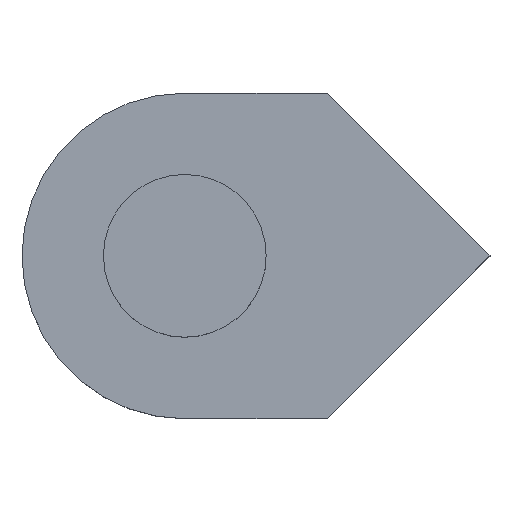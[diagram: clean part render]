
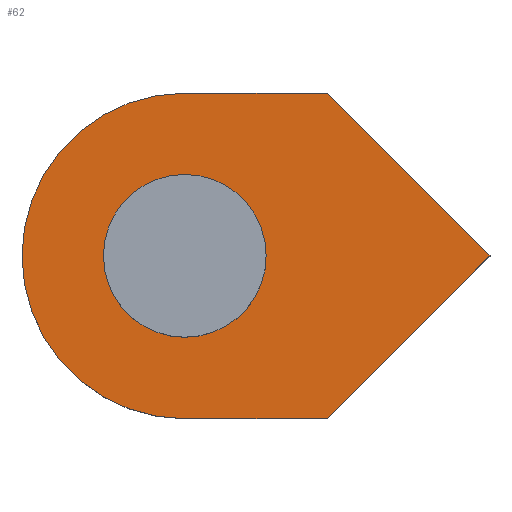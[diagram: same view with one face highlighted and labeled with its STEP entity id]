
A CAD part, top view. The second image highlights one B-rep face of the part: STEP entity #62.
In plain terms, the highlighted planar face has unit normal (0, 0, 1).
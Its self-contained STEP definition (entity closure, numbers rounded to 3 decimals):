
#10 = VERTEX_POINT ( 'NONE', #223 ) ;
#16 = EDGE_LOOP ( 'NONE', ( #129, #151 ) ) ;
#19 = CARTESIAN_POINT ( 'NONE',  ( 35., 40., 20. ) ) ;
#25 = EDGE_CURVE ( 'NONE', #256, #154, #136, .T. ) ;
#35 = CARTESIAN_POINT ( 'NONE',  ( -40., 0., 20. ) ) ;
#39 = ORIENTED_EDGE ( 'NONE', *, *, #345, .T. ) ;
#44 = DIRECTION ( 'NONE',  ( 1., 0., 0. ) ) ;
#45 = LINE ( 'NONE', #150, #86 ) ;
#49 = DIRECTION ( 'NONE',  ( -0.707, 0.707, 0. ) ) ;
#50 = VECTOR ( 'NONE', #49, 1000. ) ;
#52 = AXIS2_PLACEMENT_3D ( 'NONE', #337, #108, #287 ) ;
#59 = ORIENTED_EDGE ( 'NONE', *, *, #162, .T. ) ;
#62 = ADVANCED_FACE ( 'NONE', ( #215, #228 ), #229, .T. ) ;
#69 = ORIENTED_EDGE ( 'NONE', *, *, #259, .T. ) ;
#71 = EDGE_CURVE ( 'NONE', #230, #369, #348, .T. ) ;
#78 = DIRECTION ( 'NONE',  ( 0., 0., 1. ) ) ;
#79 = DIRECTION ( 'NONE',  ( 1., 0., 0. ) ) ;
#83 = EDGE_CURVE ( 'NONE', #369, #230, #343, .T. ) ;
#86 = VECTOR ( 'NONE', #320, 1000. ) ;
#91 = VERTEX_POINT ( 'NONE', #340 ) ;
#100 = VECTOR ( 'NONE', #133, 1000. ) ;
#103 = CARTESIAN_POINT ( 'NONE',  ( 0., 40., 20. ) ) ;
#108 = DIRECTION ( 'NONE',  ( 0., 0., 1. ) ) ;
#113 = AXIS2_PLACEMENT_3D ( 'NONE', #262, #373, #79 ) ;
#120 = CARTESIAN_POINT ( 'NONE',  ( 35., 40., 20. ) ) ;
#129 = ORIENTED_EDGE ( 'NONE', *, *, #71, .F. ) ;
#130 = CARTESIAN_POINT ( 'NONE',  ( 0., 40., 20. ) ) ;
#133 = DIRECTION ( 'NONE',  ( -1., 0., 0. ) ) ;
#136 = CIRCLE ( 'NONE', #113, 40. ) ;
#138 = DIRECTION ( 'NONE',  ( 1., 0., 0. ) ) ;
#150 = CARTESIAN_POINT ( 'NONE',  ( 75., 0., 20. ) ) ;
#151 = ORIENTED_EDGE ( 'NONE', *, *, #83, .F. ) ;
#154 = VERTEX_POINT ( 'NONE', #35 ) ;
#162 = EDGE_CURVE ( 'NONE', #310, #256, #311, .T. ) ;
#168 = DIRECTION ( 'NONE',  ( 0., 0., 1. ) ) ;
#169 = CARTESIAN_POINT ( 'NONE',  ( 0., 0., 20. ) ) ;
#185 = CIRCLE ( 'NONE', #286, 40. ) ;
#201 = VERTEX_POINT ( 'NONE', #246 ) ;
#206 = AXIS2_PLACEMENT_3D ( 'NONE', #169, #78, #138 ) ;
#215 = FACE_BOUND ( 'NONE', #16, .T. ) ;
#223 = CARTESIAN_POINT ( 'NONE',  ( 35., -40., 20. ) ) ;
#228 = FACE_OUTER_BOUND ( 'NONE', #252, .T. ) ;
#229 = PLANE ( 'NONE',  #206 ) ;
#230 = VERTEX_POINT ( 'NONE', #306 ) ;
#232 = CARTESIAN_POINT ( 'NONE',  ( 35., -40., 20. ) ) ;
#246 = CARTESIAN_POINT ( 'NONE',  ( 0., -40., 20. ) ) ;
#252 = EDGE_LOOP ( 'NONE', ( #360, #59, #375, #307, #39, #69 ) ) ;
#256 = VERTEX_POINT ( 'NONE', #103 ) ;
#258 = EDGE_CURVE ( 'NONE', #154, #201, #185, .T. ) ;
#259 = EDGE_CURVE ( 'NONE', #10, #91, #45, .T. ) ;
#262 = CARTESIAN_POINT ( 'NONE',  ( 0., 0., 20. ) ) ;
#266 = CARTESIAN_POINT ( 'NONE',  ( 20., 0., 20. ) ) ;
#267 = DIRECTION ( 'NONE',  ( 1., 0., 0. ) ) ;
#286 = AXIS2_PLACEMENT_3D ( 'NONE', #294, #295, #267 ) ;
#287 = DIRECTION ( 'NONE',  ( 1., 0., 0. ) ) ;
#291 = LINE ( 'NONE', #19, #50 ) ;
#294 = CARTESIAN_POINT ( 'NONE',  ( 0., 0., 20. ) ) ;
#295 = DIRECTION ( 'NONE',  ( 0., 0., 1. ) ) ;
#299 = AXIS2_PLACEMENT_3D ( 'NONE', #314, #168, #44 ) ;
#306 = CARTESIAN_POINT ( 'NONE',  ( -20., 0., 20. ) ) ;
#307 = ORIENTED_EDGE ( 'NONE', *, *, #258, .T. ) ;
#310 = VERTEX_POINT ( 'NONE', #120 ) ;
#311 = LINE ( 'NONE', #130, #100 ) ;
#314 = CARTESIAN_POINT ( 'NONE',  ( 0., 0., 20. ) ) ;
#320 = DIRECTION ( 'NONE',  ( 0.707, 0.707, 0. ) ) ;
#336 = LINE ( 'NONE', #232, #362 ) ;
#337 = CARTESIAN_POINT ( 'NONE',  ( 0., 0., 20. ) ) ;
#340 = CARTESIAN_POINT ( 'NONE',  ( 75., 0., 20. ) ) ;
#343 = CIRCLE ( 'NONE', #299, 20. ) ;
#345 = EDGE_CURVE ( 'NONE', #201, #10, #336, .T. ) ;
#348 = CIRCLE ( 'NONE', #52, 20. ) ;
#360 = ORIENTED_EDGE ( 'NONE', *, *, #366, .T. ) ;
#362 = VECTOR ( 'NONE', #379, 1000. ) ;
#366 = EDGE_CURVE ( 'NONE', #91, #310, #291, .T. ) ;
#369 = VERTEX_POINT ( 'NONE', #266 ) ;
#373 = DIRECTION ( 'NONE',  ( 0., 0., 1. ) ) ;
#375 = ORIENTED_EDGE ( 'NONE', *, *, #25, .T. ) ;
#379 = DIRECTION ( 'NONE',  ( 1., 0., 0. ) ) ;
